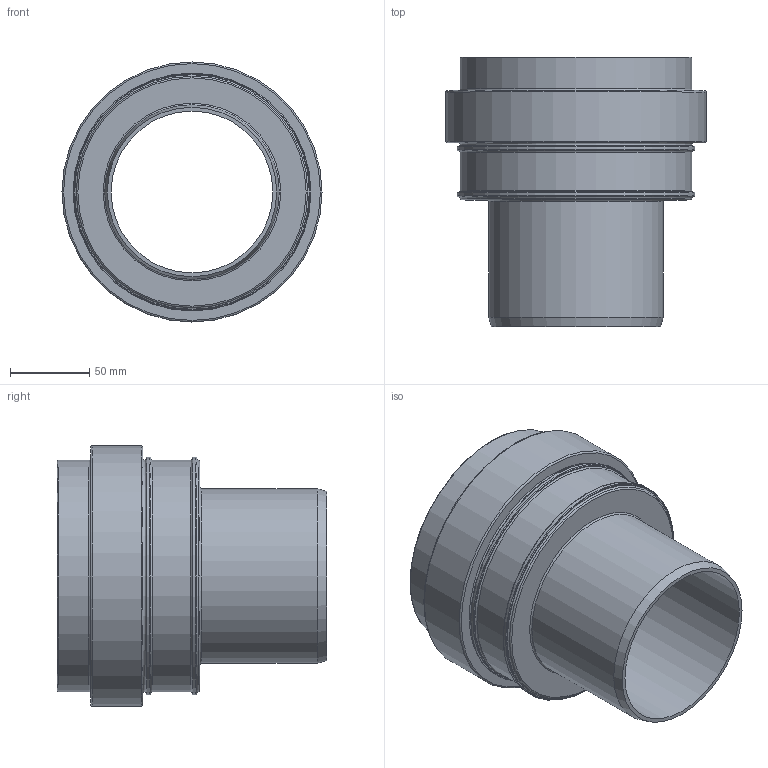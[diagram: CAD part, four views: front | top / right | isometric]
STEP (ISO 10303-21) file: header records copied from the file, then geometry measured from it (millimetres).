
FILE_DESCRIPTION(/* description */ (''),/* implementation_level */ '2;1');
FILE_NAME(/* name */ '777380 KG2000US Anschluss an Steinzeugrohr-Spitzende DN_OD 110.stp',/* time_stamp */ '2017-02-04T09:11:36+01:00',/* author */ ('user1'),/* organization */ (''),/* preprocessor_version */ 'ST-DEVELOPER v16.1',/* originating_system */ 'Autodesk Inventor 2016',/* authorisation */ '');
FILE_SCHEMA (('AUTOMOTIVE_DESIGN { 1 0 10303 214 3 1 1 }'));
Length unit declared in the file: millimetre
Products named in the file (1): 777380 KG2000US Anschluss an Steinzeugrohr-Spitzende DN_OD 110
Bounding box: 164 x 170 x 164 mm (x, y, z)
Volume: 328402.7 mm3; surface area: 170409 mm2
Topology: 1 solids, 1 shells, 44 faces, 76 edges, 44 vertices
Faces by surface type: torus 21, plane 12, cylinder 10, cone 1
Full cylindrical faces by diameter (mm): 102 x1, 110 x1, 138.4 x2, 146 x2, 150 x2, 156.4 x1, 164 x1
Entity records: 912 total; most frequent: DIRECTION 178, CARTESIAN_POINT 133, AXIS2_PLACEMENT_3D 89, EDGE_LOOP 88, ORIENTED_EDGE 88, FACE_BOUND 44, FACE_OUTER_BOUND 44, CIRCLE 44
